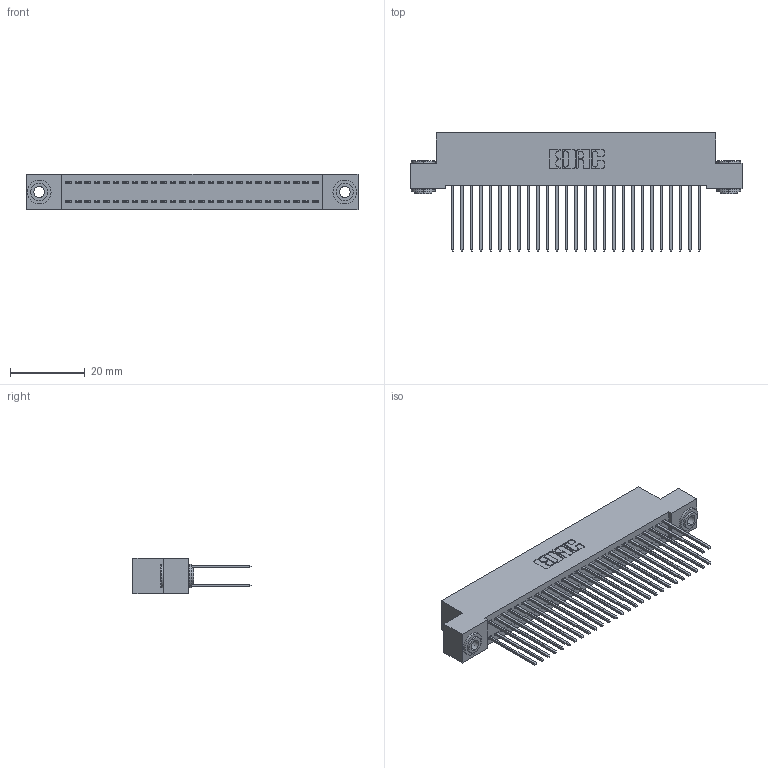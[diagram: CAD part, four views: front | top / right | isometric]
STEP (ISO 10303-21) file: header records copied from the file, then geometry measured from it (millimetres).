
FILE_DESCRIPTION (( 'STEP AP203' ), '1' );
FILE_NAME ('342-054-542-203.STEP', '2018-08-13T00:31:54', ( '' ), ( '' ), 'SwSTEP 2.0', 'SolidWorks 2016', '' );
FILE_SCHEMA (( 'CONFIG_CONTROL_DESIGN' ));
Length unit declared in the file: inch
Products named in the file (4): 342 Part_.156 TH; 345-292-001_345-293-142; 342-250-002_345-250-002-102; 342-054-542-203
Assembly tree (57 placements, depth 2):
  342-054-542-203
    342 Part_.156 TH
    345-292-001_345-293-142  x54
    342-250-002_345-250-002-102  x2
Bounding box: 88.9 x 31.63 x 9.4 mm (x, y, z)
Volume: 8191.2 mm3; surface area: 14307.4 mm2
Topology: 57 solids, 57 shells, 2956 faces, 8745 edges, 5754 vertices
Faces by surface type: plane 2020, cylinder 928, cone 8
Entity records: 19846 total; most frequent: CARTESIAN_POINT 3281, ORIENTED_EDGE 3210, DIRECTION 2863, EDGE_CURVE 1605, LINE 1453, VECTOR 1453, VERTEX_POINT 1066, AXIS2_PLACEMENT_3D 705
